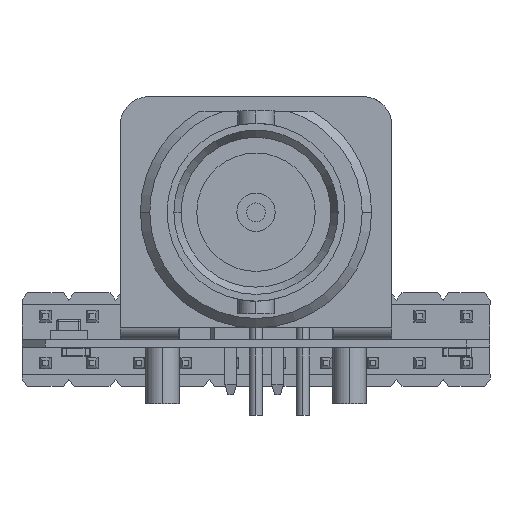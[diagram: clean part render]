
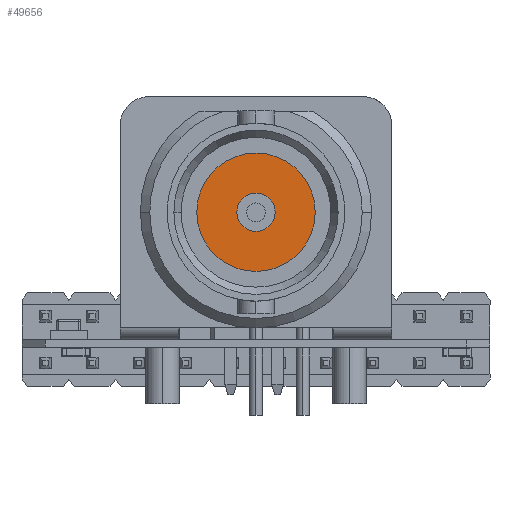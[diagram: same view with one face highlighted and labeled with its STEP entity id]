
A CAD part, left-side view. The second image highlights one B-rep face of the part: STEP entity #49656.
In plain terms, the highlighted face is planar.
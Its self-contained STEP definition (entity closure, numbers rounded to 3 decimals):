
#45356 = VERTEX_POINT('',#45357);
#45357 = CARTESIAN_POINT('',(-3.213,0.,-8.56));
#45364 = CYLINDRICAL_SURFACE('',#45365,3.213);
#45365 = AXIS2_PLACEMENT_3D('',#45366,#45367,#45368);
#45366 = CARTESIAN_POINT('',(0.,0.,-22.269));
#45367 = DIRECTION('',(0.,0.,-1.));
#45368 = DIRECTION('',(-1.,0.,0.));
#45375 = CYLINDRICAL_SURFACE('',#45376,3.213);
#45376 = AXIS2_PLACEMENT_3D('',#45377,#45378,#45379);
#45377 = CARTESIAN_POINT('',(0.,0.,-22.269));
#45378 = DIRECTION('',(0.,0.,-1.));
#45379 = DIRECTION('',(-1.,0.,0.));
#45386 = EDGE_CURVE('',#45356,#45387,#45389,.T.);
#45387 = VERTEX_POINT('',#45388);
#45388 = CARTESIAN_POINT('',(3.213,0.,-8.56));
#45389 = SURFACE_CURVE('',#45390,(#45395,#45401),.PCURVE_S1.);
#45390 = CIRCLE('',#45391,3.213);
#45391 = AXIS2_PLACEMENT_3D('',#45392,#45393,#45394);
#45392 = CARTESIAN_POINT('',(0.,0.,-8.56));
#45393 = DIRECTION('',(0.,0.,1.));
#45394 = DIRECTION('',(-1.,0.,0.));
#45395 = PCURVE('',#45364,#45396);
#45396 = DEFINITIONAL_REPRESENTATION('',(#45397),#45400);
#45397 = B_SPLINE_CURVE_WITH_KNOTS('',1,(#45398,#45399),.UNSPECIFIED.,
  .F.,.F.,(2,2),(0.,3.142),.PIECEWISE_BEZIER_KNOTS.);
#45398 = CARTESIAN_POINT('',(6.283,-13.71));
#45399 = CARTESIAN_POINT('',(3.142,-13.71));
#45400 = ( GEOMETRIC_REPRESENTATION_CONTEXT(2) 
PARAMETRIC_REPRESENTATION_CONTEXT() REPRESENTATION_CONTEXT('2D SPACE',''
  ) );
#45401 = PCURVE('',#45402,#45407);
#45402 = PLANE('',#45403);
#45403 = AXIS2_PLACEMENT_3D('',#45404,#45405,#45406);
#45404 = CARTESIAN_POINT('',(0.,0.,-8.56));
#45405 = DIRECTION('',(0.,0.,1.));
#45406 = DIRECTION('',(1.,0.,0.));
#45407 = DEFINITIONAL_REPRESENTATION('',(#45408),#45412);
#45408 = CIRCLE('',#45409,3.213);
#45409 = AXIS2_PLACEMENT_2D('',#45410,#45411);
#45410 = CARTESIAN_POINT('',(0.,0.));
#45411 = DIRECTION('',(-1.,0.));
#45412 = ( GEOMETRIC_REPRESENTATION_CONTEXT(2) 
PARAMETRIC_REPRESENTATION_CONTEXT() REPRESENTATION_CONTEXT('2D SPACE',''
  ) );
#45475 = CYLINDRICAL_SURFACE('',#45476,1.041);
#45476 = AXIS2_PLACEMENT_3D('',#45477,#45478,#45479);
#45477 = CARTESIAN_POINT('',(0.,0.,-22.269));
#45478 = DIRECTION('',(0.,0.,-1.));
#45479 = DIRECTION('',(-1.,0.,0.));
#45503 = VERTEX_POINT('',#45504);
#45504 = CARTESIAN_POINT('',(1.041,0.,-8.56));
#45517 = CYLINDRICAL_SURFACE('',#45518,1.041);
#45518 = AXIS2_PLACEMENT_3D('',#45519,#45520,#45521);
#45519 = CARTESIAN_POINT('',(0.,0.,-22.269));
#45520 = DIRECTION('',(0.,0.,-1.));
#45521 = DIRECTION('',(-1.,0.,0.));
#45528 = EDGE_CURVE('',#45529,#45503,#45531,.T.);
#45529 = VERTEX_POINT('',#45530);
#45530 = CARTESIAN_POINT('',(-1.041,0.,-8.56));
#45531 = SURFACE_CURVE('',#45532,(#45537,#45543),.PCURVE_S1.);
#45532 = CIRCLE('',#45533,1.041);
#45533 = AXIS2_PLACEMENT_3D('',#45534,#45535,#45536);
#45534 = CARTESIAN_POINT('',(0.,0.,-8.56));
#45535 = DIRECTION('',(0.,0.,-1.));
#45536 = DIRECTION('',(-1.,0.,0.));
#45537 = PCURVE('',#45475,#45538);
#45538 = DEFINITIONAL_REPRESENTATION('',(#45539),#45542);
#45539 = B_SPLINE_CURVE_WITH_KNOTS('',1,(#45540,#45541),.UNSPECIFIED.,
  .F.,.F.,(2,2),(0.,3.142),.PIECEWISE_BEZIER_KNOTS.);
#45540 = CARTESIAN_POINT('',(0.,-13.71));
#45541 = CARTESIAN_POINT('',(3.142,-13.71));
#45542 = ( GEOMETRIC_REPRESENTATION_CONTEXT(2) 
PARAMETRIC_REPRESENTATION_CONTEXT() REPRESENTATION_CONTEXT('2D SPACE',''
  ) );
#45543 = PCURVE('',#45402,#45544);
#45544 = DEFINITIONAL_REPRESENTATION('',(#45545),#45553);
#45545 = ( BOUNDED_CURVE() B_SPLINE_CURVE(2,(#45546,#45547,#45548,#45549
    ,#45550,#45551,#45552),.UNSPECIFIED.,.F.,.F.) 
B_SPLINE_CURVE_WITH_KNOTS((1,2,2,2,2,1),(-2.094,0.,
    2.094,4.189,6.283,8.378),
.UNSPECIFIED.) CURVE() GEOMETRIC_REPRESENTATION_ITEM() 
RATIONAL_B_SPLINE_CURVE((1.,0.5,1.,0.5,1.,0.5,1.)) REPRESENTATION_ITEM(
  '') );
#45546 = CARTESIAN_POINT('',(-1.041,0.));
#45547 = CARTESIAN_POINT('',(-1.041,1.804));
#45548 = CARTESIAN_POINT('',(0.521,0.902));
#45549 = CARTESIAN_POINT('',(2.083,0.));
#45550 = CARTESIAN_POINT('',(0.521,-0.902));
#45551 = CARTESIAN_POINT('',(-1.041,-1.804));
#45552 = CARTESIAN_POINT('',(-1.041,0.));
#45553 = ( GEOMETRIC_REPRESENTATION_CONTEXT(2) 
PARAMETRIC_REPRESENTATION_CONTEXT() REPRESENTATION_CONTEXT('2D SPACE',''
  ) );
#49633 = EDGE_CURVE('',#45387,#45356,#49634,.T.);
#49634 = SURFACE_CURVE('',#49635,(#49640,#49646),.PCURVE_S1.);
#49635 = CIRCLE('',#49636,3.213);
#49636 = AXIS2_PLACEMENT_3D('',#49637,#49638,#49639);
#49637 = CARTESIAN_POINT('',(0.,0.,-8.56));
#49638 = DIRECTION('',(0.,0.,1.));
#49639 = DIRECTION('',(-1.,0.,0.));
#49640 = PCURVE('',#45375,#49641);
#49641 = DEFINITIONAL_REPRESENTATION('',(#49642),#49645);
#49642 = B_SPLINE_CURVE_WITH_KNOTS('',1,(#49643,#49644),.UNSPECIFIED.,
  .F.,.F.,(2,2),(3.142,6.283),.PIECEWISE_BEZIER_KNOTS.);
#49643 = CARTESIAN_POINT('',(3.142,-13.71));
#49644 = CARTESIAN_POINT('',(0.,-13.71));
#49645 = ( GEOMETRIC_REPRESENTATION_CONTEXT(2) 
PARAMETRIC_REPRESENTATION_CONTEXT() REPRESENTATION_CONTEXT('2D SPACE',''
  ) );
#49646 = PCURVE('',#45402,#49647);
#49647 = DEFINITIONAL_REPRESENTATION('',(#49648),#49652);
#49648 = CIRCLE('',#49649,3.213);
#49649 = AXIS2_PLACEMENT_2D('',#49650,#49651);
#49650 = CARTESIAN_POINT('',(0.,0.));
#49651 = DIRECTION('',(-1.,0.));
#49652 = ( GEOMETRIC_REPRESENTATION_CONTEXT(2) 
PARAMETRIC_REPRESENTATION_CONTEXT() REPRESENTATION_CONTEXT('2D SPACE',''
  ) );
#49656 = ADVANCED_FACE('',(#49657,#49661),#45402,.T.);
#49657 = FACE_BOUND('',#49658,.T.);
#49658 = EDGE_LOOP('',(#49659,#49660));
#49659 = ORIENTED_EDGE('',*,*,#45386,.T.);
#49660 = ORIENTED_EDGE('',*,*,#49633,.T.);
#49661 = FACE_BOUND('',#49662,.T.);
#49662 = EDGE_LOOP('',(#49663,#49664));
#49663 = ORIENTED_EDGE('',*,*,#45528,.T.);
#49664 = ORIENTED_EDGE('',*,*,#49665,.T.);
#49665 = EDGE_CURVE('',#45503,#45529,#49666,.T.);
#49666 = SURFACE_CURVE('',#49667,(#49672,#49683),.PCURVE_S1.);
#49667 = CIRCLE('',#49668,1.041);
#49668 = AXIS2_PLACEMENT_3D('',#49669,#49670,#49671);
#49669 = CARTESIAN_POINT('',(0.,0.,-8.56));
#49670 = DIRECTION('',(0.,0.,-1.));
#49671 = DIRECTION('',(-1.,0.,0.));
#49672 = PCURVE('',#45402,#49673);
#49673 = DEFINITIONAL_REPRESENTATION('',(#49674),#49682);
#49674 = ( BOUNDED_CURVE() B_SPLINE_CURVE(2,(#49675,#49676,#49677,#49678
    ,#49679,#49680,#49681),.UNSPECIFIED.,.F.,.F.) 
B_SPLINE_CURVE_WITH_KNOTS((1,2,2,2,2,1),(-2.094,0.,
    2.094,4.189,6.283,8.378),
.UNSPECIFIED.) CURVE() GEOMETRIC_REPRESENTATION_ITEM() 
RATIONAL_B_SPLINE_CURVE((1.,0.5,1.,0.5,1.,0.5,1.)) REPRESENTATION_ITEM(
  '') );
#49675 = CARTESIAN_POINT('',(-1.041,0.));
#49676 = CARTESIAN_POINT('',(-1.041,1.804));
#49677 = CARTESIAN_POINT('',(0.521,0.902));
#49678 = CARTESIAN_POINT('',(2.083,0.));
#49679 = CARTESIAN_POINT('',(0.521,-0.902));
#49680 = CARTESIAN_POINT('',(-1.041,-1.804));
#49681 = CARTESIAN_POINT('',(-1.041,0.));
#49682 = ( GEOMETRIC_REPRESENTATION_CONTEXT(2) 
PARAMETRIC_REPRESENTATION_CONTEXT() REPRESENTATION_CONTEXT('2D SPACE',''
  ) );
#49683 = PCURVE('',#45517,#49684);
#49684 = DEFINITIONAL_REPRESENTATION('',(#49685),#49688);
#49685 = B_SPLINE_CURVE_WITH_KNOTS('',1,(#49686,#49687),.UNSPECIFIED.,
  .F.,.F.,(2,2),(3.142,6.283),.PIECEWISE_BEZIER_KNOTS.);
#49686 = CARTESIAN_POINT('',(3.142,-13.71));
#49687 = CARTESIAN_POINT('',(6.283,-13.71));
#49688 = ( GEOMETRIC_REPRESENTATION_CONTEXT(2) 
PARAMETRIC_REPRESENTATION_CONTEXT() REPRESENTATION_CONTEXT('2D SPACE',''
  ) );
